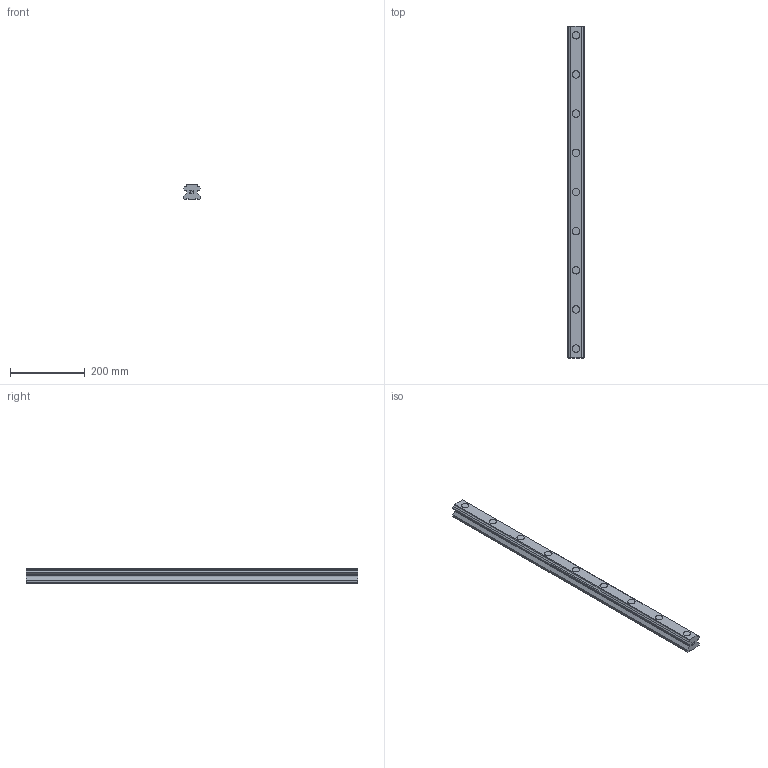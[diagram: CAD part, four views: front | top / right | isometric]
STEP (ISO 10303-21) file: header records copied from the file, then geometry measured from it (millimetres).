
FILE_DESCRIPTION(('STEP AP214'),'1');
FILE_NAME('cctmp_06C0F88B-840D-4BD7-8E4D-5BA5DD76E13A_2020_10_29_9_28_52_815..stp','2020-10-29T08:28:52',('HIWIN GmbH'),('CADClick - www.CADClick.com'),'Spatial InterOp 3D',' ','unknown authorization');
FILE_SCHEMA(('AUTOMOTIVE_DESIGN'));
Length unit declared in the file: millimetre
Products named in the file (1): HGR45R890H_FILE
Bounding box: 45 x 890 x 38 mm (x, y, z)
Volume: 1193011 mm3; surface area: 175760.1 mm2
Topology: 1 solids, 1 shells, 178 faces, 435 edges, 290 vertices
Faces by surface type: plane 120, cylinder 58
Entity records: 6683 total; most frequent: DIRECTION 909, CARTESIAN_POINT 904, ORIENTED_EDGE 870, EDGE_CURVE 435, LINE 319, VECTOR 319, AXIS2_PLACEMENT_3D 295, VERTEX_POINT 290
